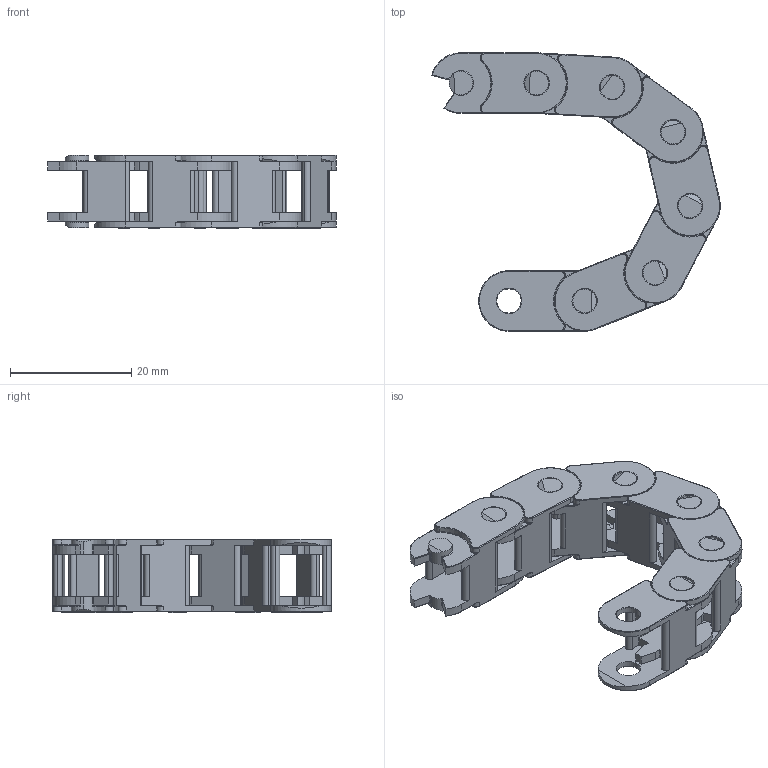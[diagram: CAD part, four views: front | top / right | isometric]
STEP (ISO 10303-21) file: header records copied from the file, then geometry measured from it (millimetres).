
FILE_DESCRIPTION (( 'STEP AP214' ), '1' );
FILE_NAME ('CK7-F07-R018.STEP', '2019-09-10T08:31:03', ( '' ), ( '' ), 'SwSTEP 2.0', 'SolidWorks 2017', '' );
FILE_SCHEMA (( 'AUTOMOTIVE_DESIGN' ));
Length unit declared in the file: millimetre
Products named in the file (2): CK7-F07-R018; CK07-F016-F18
Assembly tree (7 placements, depth 2):
  CK7-F07-R018
    CK07-F016-F18  x7
Bounding box: 47.7 x 46.01 x 12.2 mm (x, y, z)
Volume: 4974.9 mm3; surface area: 8430.4 mm2
Topology: 7 solids, 7 shells, 1512 faces, 3878 edges, 2457 vertices
Faces by surface type: cylinder 560, plane 504, torus 224, bspline 224
Entity records: 8109 total; most frequent: CARTESIAN_POINT 2837, ORIENTED_EDGE 1100, DIRECTION 1079, EDGE_CURVE 550, AXIS2_PLACEMENT_3D 411, VERTEX_POINT 351, LINE 257, VECTOR 257
